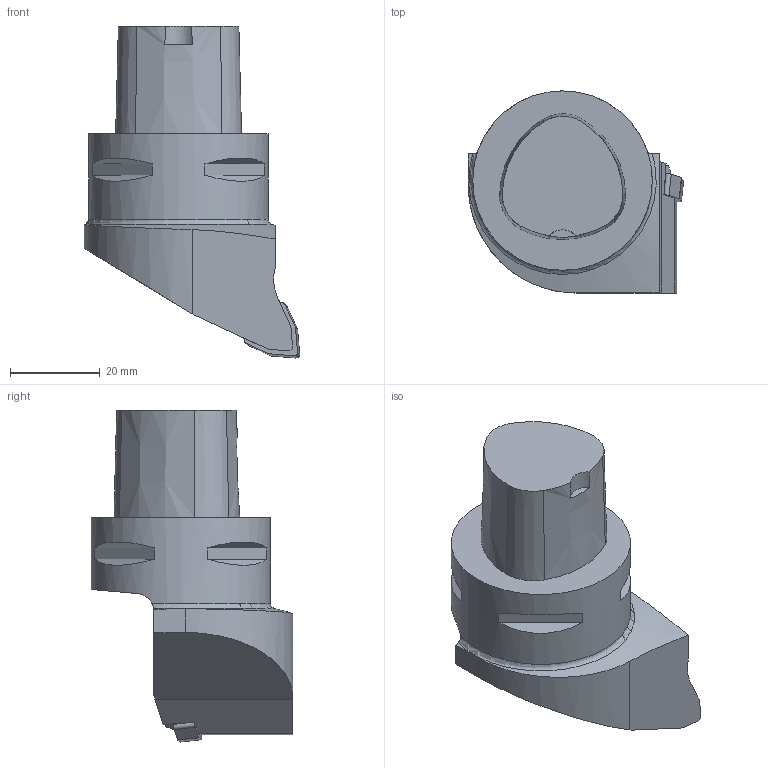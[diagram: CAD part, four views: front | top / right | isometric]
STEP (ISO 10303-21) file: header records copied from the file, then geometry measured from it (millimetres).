
FILE_DESCRIPTION(/* description */ (''),/* implementation_level */ '2;1');
FILE_NAME(/* name */ '1539251070828.stp',/* time_stamp */ '2018-10-11T15:14:56+06:00',/* author */ (''),/* organization */ ('SMS'),/* preprocessor_version */ 'ST-DEVELOPER v15',/* originating_system */ 'SIEMENS PLM Software NX 8.5',/* authorisation */ '');
FILE_SCHEMA (('AUTOMOTIVE_DESIGN { 1 0 10303 214 3 1 1 1 }'));
Length unit declared in the file: millimetre
Products named in the file (4): IsoTurningInsert; ASSEMBLY_CONSTRUCTION; 201760133mod000_00; 201760130mod000_00
Assembly tree (3 placements, depth 2):
  201760130mod000_00
    201760133mod000_00
    ASSEMBLY_CONSTRUCTION
    IsoTurningInsert
Bounding box: 47.99 x 45 x 73.99 mm (x, y, z)
Volume: 60329.7 mm3; surface area: 10857.6 mm2
Topology: 2 solids, 2 shells, 94 faces, 234 edges, 158 vertices
Faces by surface type: plane 58, cylinder 20, cone 15, torus 1
Full cylindrical faces by diameter (mm): 3.81 x2, 40 x1
Entity records: 3076 total; most frequent: CARTESIAN_POINT 668, DIRECTION 488, ORIENTED_EDGE 452, EDGE_CURVE 226, AXIS2_PLACEMENT_3D 178, VERTEX_POINT 148, LINE 132, VECTOR 132
